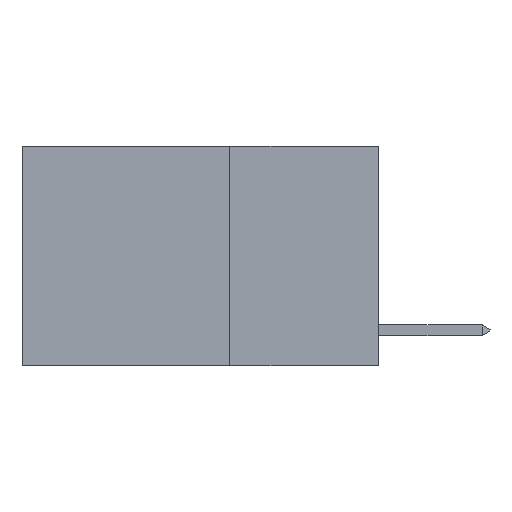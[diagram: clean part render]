
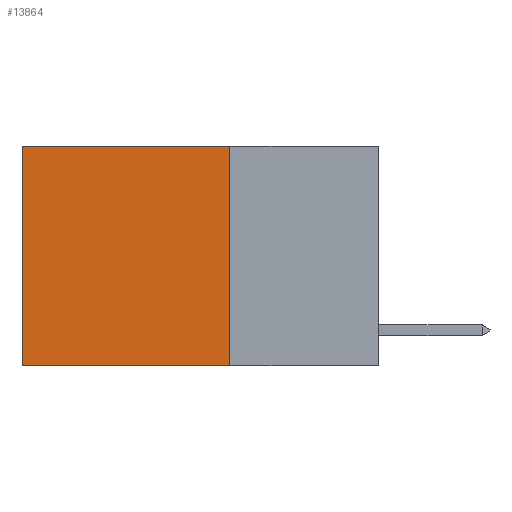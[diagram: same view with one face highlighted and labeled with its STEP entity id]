
A CAD part, left-side view. The second image highlights one B-rep face of the part: STEP entity #13864.
In plain terms, the highlighted planar face has unit normal (-1, 0, 0).
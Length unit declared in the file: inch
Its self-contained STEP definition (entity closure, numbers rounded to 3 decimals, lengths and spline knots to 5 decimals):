
#183 = CARTESIAN_POINT ( 'NONE',  ( 0.2625, 0.6, 0. ) ) ;
#508 = EDGE_LOOP ( 'NONE', ( #7975, #15717, #10352, #4226 ) ) ;
#596 = LINE ( 'NONE', #15624, #16083 ) ;
#886 = EDGE_CURVE ( 'NONE', #10326, #14182, #5312, .T. ) ;
#1241 = PLANE ( 'NONE',  #13961 ) ;
#1698 = DIRECTION ( 'NONE',  ( 0., 1., 0. ) ) ;
#2234 = VERTEX_POINT ( 'NONE', #8842 ) ;
#2846 = DIRECTION ( 'NONE',  ( 0., 0., -1. ) ) ;
#3708 = CARTESIAN_POINT ( 'NONE',  ( 0.2625, 0.25, 0. ) ) ;
#3741 = DIRECTION ( 'NONE',  ( 0., 1., 0. ) ) ;
#4226 = ORIENTED_EDGE ( 'NONE', *, *, #14990, .T. ) ;
#4688 = VECTOR ( 'NONE', #9413, 39.37008 ) ;
#4851 = EDGE_CURVE ( 'NONE', #8332, #2234, #596, .T. ) ;
#5312 = LINE ( 'NONE', #15522, #4688 ) ;
#6316 = VECTOR ( 'NONE', #3741, 39.37008 ) ;
#7302 = CARTESIAN_POINT ( 'NONE',  ( 0.2625, 0.25, 0. ) ) ;
#7975 = ORIENTED_EDGE ( 'NONE', *, *, #4851, .T. ) ;
#8332 = VERTEX_POINT ( 'NONE', #183 ) ;
#8674 = LINE ( 'NONE', #12954, #10829 ) ;
#8842 = CARTESIAN_POINT ( 'NONE',  ( 0.2625, 0.6, -0.37 ) ) ;
#9413 = DIRECTION ( 'NONE',  ( 0., 0., -1. ) ) ;
#10118 = DIRECTION ( 'NONE',  ( 1., 0., 0. ) ) ;
#10326 = VERTEX_POINT ( 'NONE', #7302 ) ;
#10352 = ORIENTED_EDGE ( 'NONE', *, *, #886, .F. ) ;
#10829 = VECTOR ( 'NONE', #1698, 39.37008 ) ;
#12856 = CARTESIAN_POINT ( 'NONE',  ( 0.2625, 0.25, 0. ) ) ;
#12932 = CARTESIAN_POINT ( 'NONE',  ( 0.2625, 0.25, -0.37 ) ) ;
#12954 = CARTESIAN_POINT ( 'NONE',  ( 0.2625, 0.25, -0.37 ) ) ;
#13403 = EDGE_CURVE ( 'NONE', #14182, #2234, #8674, .T. ) ;
#13765 = DIRECTION ( 'NONE',  ( 0., 0., -1. ) ) ;
#13864 = ADVANCED_FACE ( 'NONE', ( #15669 ), #1241, .F. ) ;
#13961 = AXIS2_PLACEMENT_3D ( 'NONE', #3708, #10118, #13765 ) ;
#14182 = VERTEX_POINT ( 'NONE', #12932 ) ;
#14243 = LINE ( 'NONE', #12856, #6316 ) ;
#14990 = EDGE_CURVE ( 'NONE', #10326, #8332, #14243, .T. ) ;
#15522 = CARTESIAN_POINT ( 'NONE',  ( 0.2625, 0.25, 0. ) ) ;
#15624 = CARTESIAN_POINT ( 'NONE',  ( 0.2625, 0.6, 0. ) ) ;
#15669 = FACE_OUTER_BOUND ( 'NONE', #508, .T. ) ;
#15717 = ORIENTED_EDGE ( 'NONE', *, *, #13403, .F. ) ;
#16083 = VECTOR ( 'NONE', #2846, 39.37008 ) ;
